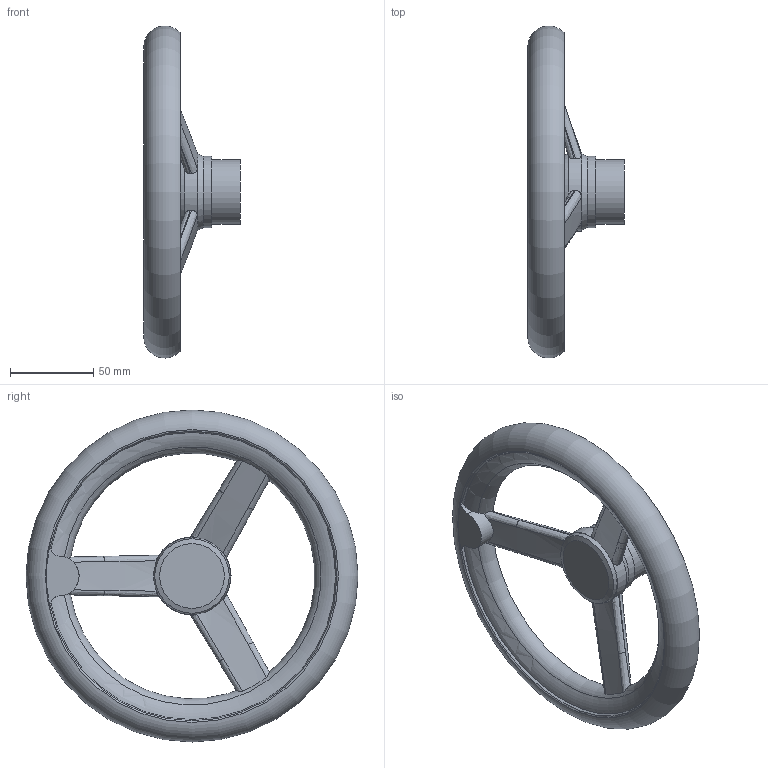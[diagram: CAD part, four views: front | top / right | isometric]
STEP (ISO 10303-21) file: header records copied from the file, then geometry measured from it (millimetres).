
FILE_DESCRIPTION(/* description */ (''),/* implementation_level */ '2;1');
FILE_NAME(/* name */ 'DIN_200.dxf',/* time_stamp */ '2012-11-23T15:35:43+08:00',/* author */ (''),/* organization */ (''),/* preprocessor_version */ 'ST-DEVELOPER v9',/* originating_system */ 'UGS - NX 4.0',/* authorisation */ '');
FILE_SCHEMA (('CONFIG_CONTROL_DESIGN'));
Length unit declared in the file: millimetre
Products named in the file (1): Admi4F93xjqw
Bounding box: 58 x 199.95 x 199.95 mm (x, y, z)
Volume: 225814 mm3; surface area: 64552.5 mm2
Topology: 1 solids, 1 shells, 61 faces, 171 edges, 109 vertices
Faces by surface type: bspline 20, cylinder 14, plane 11, cone 8, torus 8
Full cylindrical faces by diameter (mm): 39 x1, 43 x1
Entity records: 2644 total; most frequent: CARTESIAN_POINT 1289, ORIENTED_EDGE 308, DIRECTION 192, EDGE_CURVE 154, VERTEX_POINT 103, B_SPLINE_CURVE_WITH_KNOTS 94, AXIS2_PLACEMENT_3D 90, EDGE_LOOP 75
